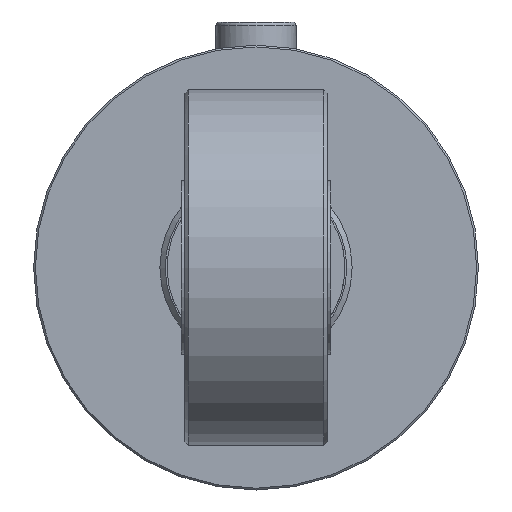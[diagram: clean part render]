
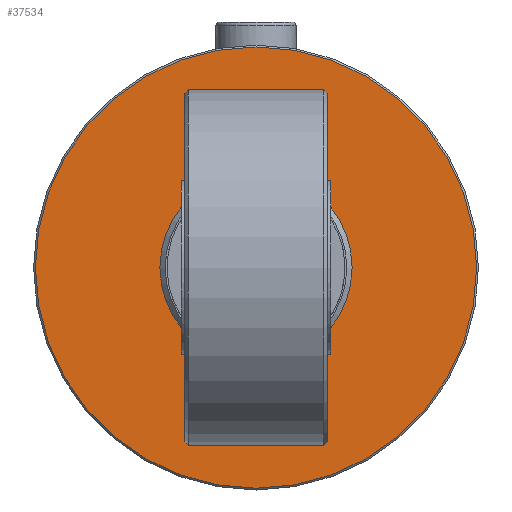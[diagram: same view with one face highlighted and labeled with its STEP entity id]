
A CAD part, front view. The second image highlights one B-rep face of the part: STEP entity #37534.
In plain terms, the highlighted planar face has unit normal (0, -1, 0).
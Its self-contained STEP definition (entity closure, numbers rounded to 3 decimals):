
#37500=CARTESIAN_POINT('',(0.,-368.0,124.));
#37501=VERTEX_POINT('',#37500);
#37502=CARTESIAN_POINT('',(0.0,-368.0,0.));
#37503=DIRECTION('',(0.0,1.0,0.0));
#37504=DIRECTION('',(0.0,0.0,-1.0));
#37505=AXIS2_PLACEMENT_3D('',#37502,#37503,#37504);
#37506=CIRCLE('',#37505,124.);
#37507=EDGE_CURVE('',#37501,#37501,#37506,.T.);
#37515=CARTESIAN_POINT('',(0.0,-368.0,89.5));
#37516=DIRECTION('',(0.0,-1.0,0.0));
#37517=DIRECTION('',(0.0,0.0,-1.0));
#37518=AXIS2_PLACEMENT_3D('',#37515,#37516,#37517);
#37519=PLANE('',#37518);
#37520=ORIENTED_EDGE('',*,*,#37507,.F.);
#37521=EDGE_LOOP('',(#37520));
#37522=FACE_OUTER_BOUND('',#37521,.T.);
#37523=CARTESIAN_POINT('',(0.0,-368.0,54.));
#37524=VERTEX_POINT('',#37523);
#37525=CARTESIAN_POINT('',(0.0,-368.0,0.));
#37526=DIRECTION('',(0.0,1.0,0.0));
#37527=DIRECTION('',(0.0,0.0,1.0));
#37528=AXIS2_PLACEMENT_3D('',#37525,#37526,#37527);
#37529=CIRCLE('',#37528,54.);
#37530=EDGE_CURVE('',#37524,#37524,#37529,.T.);
#37531=ORIENTED_EDGE('',*,*,#37530,.T.);
#37532=EDGE_LOOP('',(#37531));
#37533=FACE_BOUND('',#37532,.T.);
#37534=ADVANCED_FACE('',(#37522,#37533),#37519,.T.);
